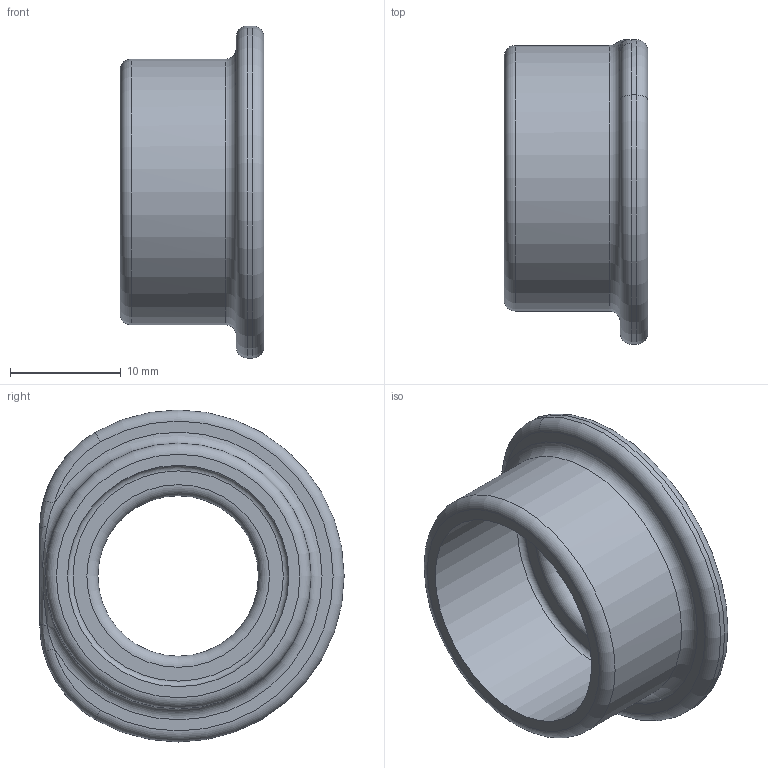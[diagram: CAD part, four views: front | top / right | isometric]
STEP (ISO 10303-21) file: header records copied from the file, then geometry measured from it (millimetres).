
FILE_DESCRIPTION(/* description */ ('Demontagewerkzeug FRONTFIXDAT20'),/* implementation_level */ '2;1');
FILE_NAME(/* name */ '6-Demontagewerkzeug-FRONTFIXDAT20-RST.stp',/* time_stamp */ '2018-06-25T11:57:03+02:00',/* author */ ('sl'),/* organization */ (''),/* preprocessor_version */ 'ST-DEVELOPER v16.5',/* originating_system */ 'Autodesk Inventor 2017',/* authorisation */ '');
FILE_SCHEMA (('AUTOMOTIVE_DESIGN { 1 0 10303 214 3 1 1 }'));
Length unit declared in the file: millimetre
Products named in the file (1): FRONTFIXDATxx_SZ
Bounding box: 13 x 27.5 x 30 mm (x, y, z)
Volume: 2591.4 mm3; surface area: 2639.6 mm2
Topology: 1 solids, 1 shells, 79 faces, 197 edges, 127 vertices
Faces by surface type: bspline 38, plane 25, torus 10, cylinder 6
Full cylindrical faces by diameter (mm): 20 x1, 24 x1
Entity records: 2699 total; most frequent: CARTESIAN_POINT 1045, ORIENTED_EDGE 380, DIRECTION 229, EDGE_CURVE 190, VERTEX_POINT 126, EDGE_LOOP 94, LINE 83, VECTOR 83
